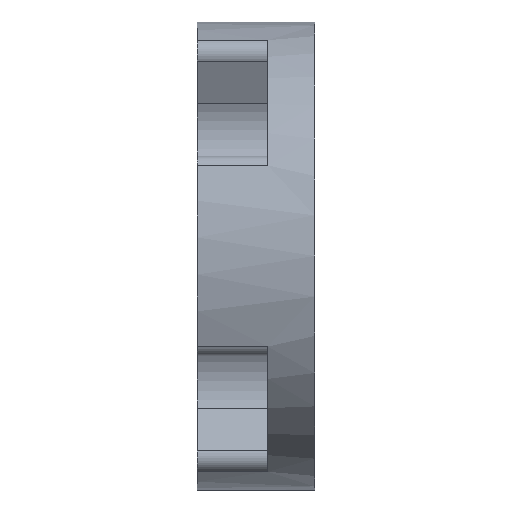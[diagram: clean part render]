
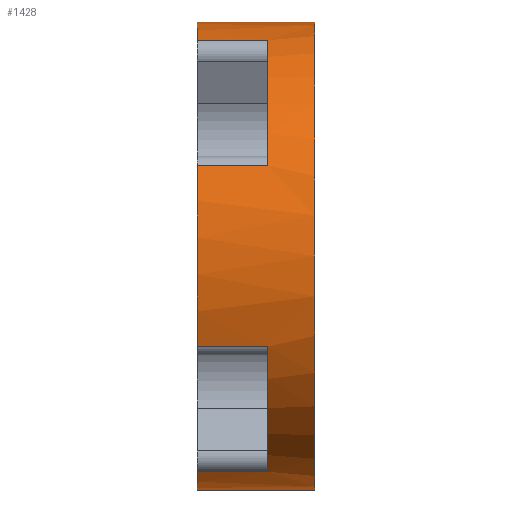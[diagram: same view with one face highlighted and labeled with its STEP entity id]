
A CAD part, left-side view. The second image highlights one B-rep face of the part: STEP entity #1428.
In plain terms, the highlighted cylindrical face has radius 12.696 mm (diameter 25.392 mm), a partial arc.
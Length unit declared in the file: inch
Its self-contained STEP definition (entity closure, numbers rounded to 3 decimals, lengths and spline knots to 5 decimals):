
#31 = CARTESIAN_POINT ( 'NONE',  ( -0.19354, 0.25, -0.46086 ) ) ;
#59 = DIRECTION ( 'NONE',  ( 0., -1., 0. ) ) ;
#61 = DIRECTION ( 'NONE',  ( 0., -1., 0. ) ) ;
#75 = EDGE_CURVE ( 'NONE', #526, #1673, #1150, .T. ) ;
#77 = CARTESIAN_POINT ( 'NONE',  ( 0., 0.25, 0. ) ) ;
#91 = CARTESIAN_POINT ( 'NONE',  ( 0., 0.25, 0. ) ) ;
#106 = CARTESIAN_POINT ( 'NONE',  ( 0., 0.25, 0.49985 ) ) ;
#115 = CARTESIAN_POINT ( 'NONE',  ( -0.46086, 0.25, -0.19354 ) ) ;
#139 = DIRECTION ( 'NONE',  ( 0., 0., -1. ) ) ;
#156 = DIRECTION ( 'NONE',  ( 0., 1., 0. ) ) ;
#210 = EDGE_CURVE ( 'NONE', #1349, #1465, #758, .T. ) ;
#226 = CARTESIAN_POINT ( 'NONE',  ( 0., 0.25, -0.49985 ) ) ;
#251 = EDGE_CURVE ( 'NONE', #884, #846, #1345, .T. ) ;
#259 = DIRECTION ( 'NONE',  ( 0., -1., 0. ) ) ;
#264 = CARTESIAN_POINT ( 'NONE',  ( -0.19354, 0.1, 0.46086 ) ) ;
#315 = EDGE_CURVE ( 'NONE', #955, #1465, #871, .T. ) ;
#392 = LINE ( 'NONE', #667, #1201 ) ;
#395 = EDGE_CURVE ( 'NONE', #884, #1326, #1503, .T. ) ;
#435 = ORIENTED_EDGE ( 'NONE', *, *, #251, .T. ) ;
#442 = CARTESIAN_POINT ( 'NONE',  ( 0., 0.25, 0.49985 ) ) ;
#463 = VECTOR ( 'NONE', #912, 39.37008 ) ;
#464 = VECTOR ( 'NONE', #156, 39.37008 ) ;
#465 = CARTESIAN_POINT ( 'NONE',  ( 0., 0., 0. ) ) ;
#481 = ORIENTED_EDGE ( 'NONE', *, *, #1511, .F. ) ;
#526 = VERTEX_POINT ( 'NONE', #836 ) ;
#532 = CARTESIAN_POINT ( 'NONE',  ( 0., 0.1, 0. ) ) ;
#553 = CARTESIAN_POINT ( 'NONE',  ( 0., 0.25, 0. ) ) ;
#557 = VERTEX_POINT ( 'NONE', #837 ) ;
#601 = CARTESIAN_POINT ( 'NONE',  ( -0.46086, 0.25, 0.19354 ) ) ;
#604 = CIRCLE ( 'NONE', #1517, 0.49985 ) ;
#664 = VERTEX_POINT ( 'NONE', #442 ) ;
#665 = DIRECTION ( 'NONE',  ( 0., -1., 0. ) ) ;
#667 = CARTESIAN_POINT ( 'NONE',  ( 0., 0.25, -0.49985 ) ) ;
#671 = ORIENTED_EDGE ( 'NONE', *, *, #713, .F. ) ;
#713 = EDGE_CURVE ( 'NONE', #664, #1673, #1719, .T. ) ;
#743 = DIRECTION ( 'NONE',  ( 0., 0., 1. ) ) ;
#748 = CARTESIAN_POINT ( 'NONE',  ( -0.19354, 0.25, 0.46086 ) ) ;
#758 = CIRCLE ( 'NONE', #1104, 0.49985 ) ;
#791 = VERTEX_POINT ( 'NONE', #1565 ) ;
#796 = EDGE_CURVE ( 'NONE', #955, #557, #604, .T. ) ;
#836 = CARTESIAN_POINT ( 'NONE',  ( 0., 0., -0.49985 ) ) ;
#837 = CARTESIAN_POINT ( 'NONE',  ( -0.46086, 0.1, -0.19354 ) ) ;
#840 = ORIENTED_EDGE ( 'NONE', *, *, #395, .F. ) ;
#843 = CYLINDRICAL_SURFACE ( 'NONE', #1425, 0.49985 ) ;
#846 = VERTEX_POINT ( 'NONE', #1157 ) ;
#869 = LINE ( 'NONE', #115, #463 ) ;
#871 = LINE ( 'NONE', #1538, #464 ) ;
#879 = AXIS2_PLACEMENT_3D ( 'NONE', #532, #1458, #1291 ) ;
#884 = VERTEX_POINT ( 'NONE', #1051 ) ;
#896 = CARTESIAN_POINT ( 'NONE',  ( -0.19354, 0.1, -0.46086 ) ) ;
#912 = DIRECTION ( 'NONE',  ( 0., -1., 0. ) ) ;
#955 = VERTEX_POINT ( 'NONE', #896 ) ;
#957 = DIRECTION ( 'NONE',  ( 0., 0., 1. ) ) ;
#981 = VECTOR ( 'NONE', #1304, 39.37008 ) ;
#1051 = CARTESIAN_POINT ( 'NONE',  ( -0.46086, 0.1, 0.19354 ) ) ;
#1067 = DIRECTION ( 'NONE',  ( 0., 1., 0. ) ) ;
#1077 = EDGE_CURVE ( 'NONE', #1349, #526, #392, .T. ) ;
#1104 = AXIS2_PLACEMENT_3D ( 'NONE', #553, #1259, #957 ) ;
#1111 = AXIS2_PLACEMENT_3D ( 'NONE', #91, #1067, #743 ) ;
#1136 = EDGE_LOOP ( 'NONE', ( #671, #1640, #1679, #840, #435, #481, #1377, #1375, #1711, #1209, #1317, #1305 ) ) ;
#1147 = CIRCLE ( 'NONE', #1267, 0.49985 ) ;
#1150 = CIRCLE ( 'NONE', #1445, 0.49985 ) ;
#1157 = CARTESIAN_POINT ( 'NONE',  ( -0.46086, 0.25, 0.19354 ) ) ;
#1178 = CARTESIAN_POINT ( 'NONE',  ( -0.19354, 0.25, 0.46086 ) ) ;
#1197 = LINE ( 'NONE', #1178, #1487 ) ;
#1201 = VECTOR ( 'NONE', #665, 39.37008 ) ;
#1209 = ORIENTED_EDGE ( 'NONE', *, *, #210, .F. ) ;
#1257 = DIRECTION ( 'NONE',  ( 0., 0., 1. ) ) ;
#1259 = DIRECTION ( 'NONE',  ( 0., 1., 0. ) ) ;
#1267 = AXIS2_PLACEMENT_3D ( 'NONE', #1568, #1563, #1551 ) ;
#1291 = DIRECTION ( 'NONE',  ( 0., 0., -1. ) ) ;
#1304 = DIRECTION ( 'NONE',  ( 0., 1., 0. ) ) ;
#1305 = ORIENTED_EDGE ( 'NONE', *, *, #75, .T. ) ;
#1312 = DIRECTION ( 'NONE',  ( 1., 0., 0. ) ) ;
#1314 = DIRECTION ( 'NONE',  ( 0., 1., 0. ) ) ;
#1317 = ORIENTED_EDGE ( 'NONE', *, *, #1077, .T. ) ;
#1326 = VERTEX_POINT ( 'NONE', #264 ) ;
#1337 = CARTESIAN_POINT ( 'NONE',  ( 0., 0.1, 0. ) ) ;
#1345 = LINE ( 'NONE', #601, #981 ) ;
#1349 = VERTEX_POINT ( 'NONE', #226 ) ;
#1375 = ORIENTED_EDGE ( 'NONE', *, *, #796, .F. ) ;
#1377 = ORIENTED_EDGE ( 'NONE', *, *, #1592, .T. ) ;
#1411 = VECTOR ( 'NONE', #61, 39.37008 ) ;
#1412 = CIRCLE ( 'NONE', #1111, 0.49985 ) ;
#1425 = AXIS2_PLACEMENT_3D ( 'NONE', #77, #59, #139 ) ;
#1428 = ADVANCED_FACE ( 'NONE', ( #1557 ), #843, .T. ) ;
#1445 = AXIS2_PLACEMENT_3D ( 'NONE', #465, #1789, #1257 ) ;
#1458 = DIRECTION ( 'NONE',  ( 0., 1., 0. ) ) ;
#1465 = VERTEX_POINT ( 'NONE', #31 ) ;
#1487 = VECTOR ( 'NONE', #259, 39.37008 ) ;
#1499 = EDGE_CURVE ( 'NONE', #1560, #1326, #1197, .T. ) ;
#1503 = CIRCLE ( 'NONE', #879, 0.49985 ) ;
#1511 = EDGE_CURVE ( 'NONE', #791, #846, #1147, .T. ) ;
#1517 = AXIS2_PLACEMENT_3D ( 'NONE', #1337, #1314, #1312 ) ;
#1538 = CARTESIAN_POINT ( 'NONE',  ( -0.19354, 0.25, -0.46086 ) ) ;
#1551 = DIRECTION ( 'NONE',  ( 0., 0., 1. ) ) ;
#1557 = FACE_OUTER_BOUND ( 'NONE', #1136, .T. ) ;
#1560 = VERTEX_POINT ( 'NONE', #748 ) ;
#1563 = DIRECTION ( 'NONE',  ( 0., 1., 0. ) ) ;
#1565 = CARTESIAN_POINT ( 'NONE',  ( -0.46086, 0.25, -0.19354 ) ) ;
#1568 = CARTESIAN_POINT ( 'NONE',  ( 0., 0.25, 0. ) ) ;
#1578 = EDGE_CURVE ( 'NONE', #1560, #664, #1412, .T. ) ;
#1592 = EDGE_CURVE ( 'NONE', #791, #557, #869, .T. ) ;
#1640 = ORIENTED_EDGE ( 'NONE', *, *, #1578, .F. ) ;
#1673 = VERTEX_POINT ( 'NONE', #1801 ) ;
#1679 = ORIENTED_EDGE ( 'NONE', *, *, #1499, .T. ) ;
#1711 = ORIENTED_EDGE ( 'NONE', *, *, #315, .T. ) ;
#1719 = LINE ( 'NONE', #106, #1411 ) ;
#1789 = DIRECTION ( 'NONE',  ( 0., 1., 0. ) ) ;
#1801 = CARTESIAN_POINT ( 'NONE',  ( 0., 0., 0.49985 ) ) ;
